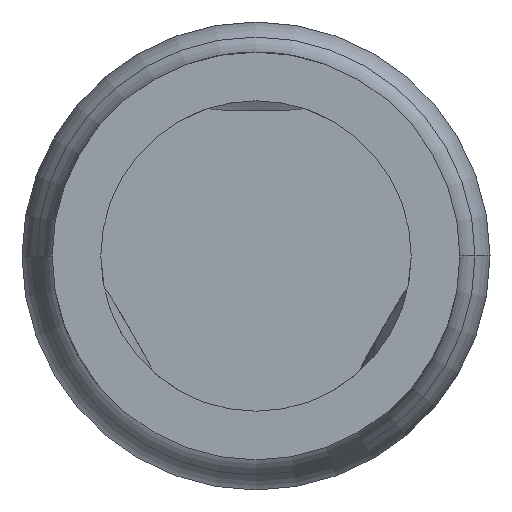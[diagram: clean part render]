
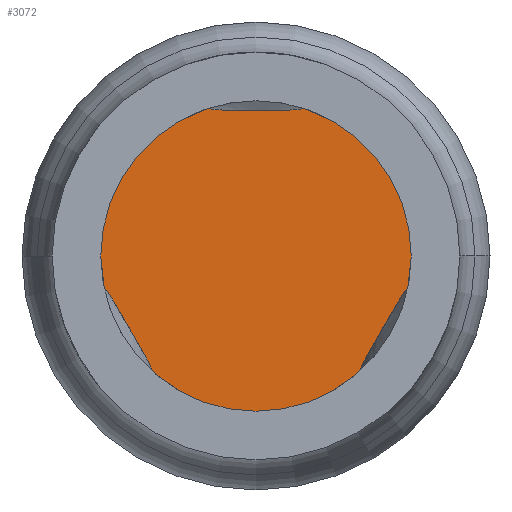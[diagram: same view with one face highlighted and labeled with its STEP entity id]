
A CAD part, front view. The second image highlights one B-rep face of the part: STEP entity #3072.
In plain terms, the highlighted planar face has unit normal (0, -1, 0).
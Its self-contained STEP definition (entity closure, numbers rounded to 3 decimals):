
#292 = AXIS2_PLACEMENT_3D ( 'NONE', #4468, #3585, #3140 ) ;
#615 = CARTESIAN_POINT ( 'NONE',  ( 0., -25.3, 0. ) ) ;
#683 = DIRECTION ( 'NONE',  ( 1., 0., 0. ) ) ;
#707 = CIRCLE ( 'NONE', #5070, 0.338 ) ;
#1075 = DIRECTION ( 'NONE',  ( 1., 0., 0. ) ) ;
#1961 = FACE_OUTER_BOUND ( 'NONE', #2244, .T. ) ;
#2181 = VERTEX_POINT ( 'NONE', #4889 ) ;
#2244 = EDGE_LOOP ( 'NONE', ( #5218, #2860 ) ) ;
#2860 = ORIENTED_EDGE ( 'NONE', *, *, #4483, .F. ) ;
#3072 = ADVANCED_FACE ( 'Defeature ausgef�hrt1_73', ( #1961 ), #5519, .F. ) ;
#3101 = AXIS2_PLACEMENT_3D ( 'NONE', #5108, #3221, #683 ) ;
#3140 = DIRECTION ( 'NONE',  ( -1., 0., 0. ) ) ;
#3221 = DIRECTION ( 'NONE',  ( 0., 1., 0. ) ) ;
#3519 = DIRECTION ( 'NONE',  ( 0., 1., 0. ) ) ;
#3585 = DIRECTION ( 'NONE',  ( 0., 1., 0. ) ) ;
#4046 = EDGE_CURVE ( 'Defeature ausgef�hrt1_31+Defeature ausgef�hrt1_73+Defeature ausgef�hrt1_73+Defeature ausgef�hrt1_73', #6267, #2181, #707, .T. ) ;
#4468 = CARTESIAN_POINT ( 'NONE',  ( 0., -25.3, 0. ) ) ;
#4483 = EDGE_CURVE ( 'Defeature ausgef�hrt1_31+Defeature ausgef�hrt1_73+Defeature ausgef�hrt1_73+Defeature ausgef�hrt1_73', #2181, #6267, #4796, .T. ) ;
#4796 = CIRCLE ( 'NONE', #3101, 0.338 ) ;
#4889 = CARTESIAN_POINT ( 'NONE',  ( 0.338, -25.3, 0. ) ) ;
#5070 = AXIS2_PLACEMENT_3D ( 'NONE', #615, #3519, #1075 ) ;
#5108 = CARTESIAN_POINT ( 'NONE',  ( 0., -25.3, 0. ) ) ;
#5218 = ORIENTED_EDGE ( 'NONE', *, *, #4046, .F. ) ;
#5519 = PLANE ( 'NONE',  #292 ) ;
#5868 = CARTESIAN_POINT ( 'NONE',  ( -0.338, -25.3, 0. ) ) ;
#6267 = VERTEX_POINT ( 'NONE', #5868 ) ;
